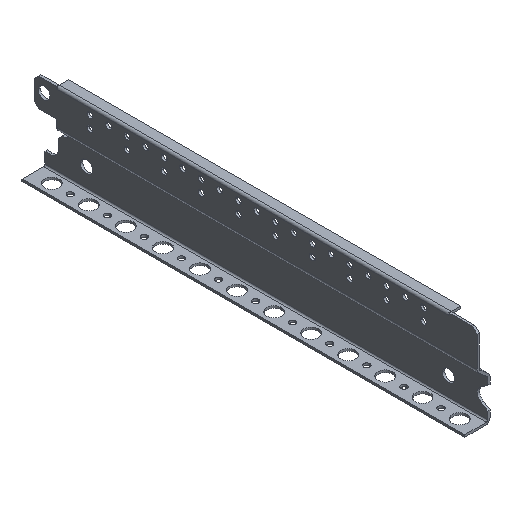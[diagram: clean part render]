
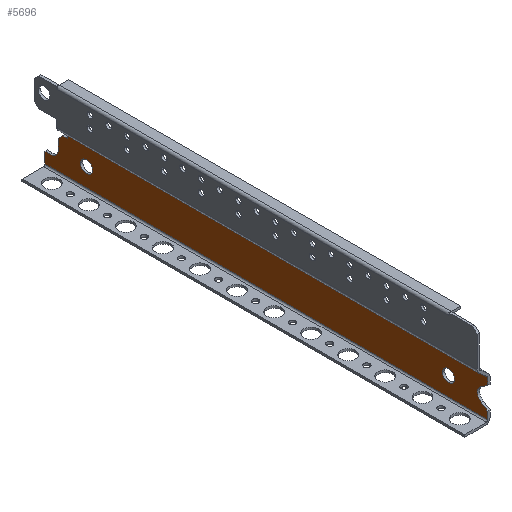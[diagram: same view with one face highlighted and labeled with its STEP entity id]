
A CAD part, isometric view. The second image highlights one B-rep face of the part: STEP entity #5696.
In plain terms, the highlighted planar face has unit normal (-1, 0, 0).
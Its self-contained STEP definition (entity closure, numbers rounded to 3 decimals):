
#1980=CARTESIAN_POINT('',(15.5,328.,14.995));
#1981=DIRECTION('',(-1.,0.,0.));
#1982=DIRECTION('',(0.,1.,0.));
#1983=AXIS2_PLACEMENT_3D('',#1980,#1981,#1982);
#1988=CARTESIAN_POINT('',(15.5,328.,14.995));
#1989=DIRECTION('',(-1.,0.,0.));
#1990=DIRECTION('',(0.,-1.,0.));
#1991=AXIS2_PLACEMENT_3D('',#1988,#1989,#1990);
#1996=CARTESIAN_POINT('',(15.5,572.,14.995));
#1997=DIRECTION('',(-1.,0.,0.));
#1998=DIRECTION('',(0.,-1.,0.));
#1999=AXIS2_PLACEMENT_3D('',#1996,#1997,#1998);
#2004=CARTESIAN_POINT('',(15.5,572.,14.995));
#2005=DIRECTION('',(-1.,0.,0.));
#2006=DIRECTION('',(0.,1.,0.));
#2007=AXIS2_PLACEMENT_3D('',#2004,#2005,#2006);
#2012=DIRECTION('',(0.,0.,-1.));
#2013=VECTOR('',#2012,4.668);
#2014=CARTESIAN_POINT('',(15.5,301.5,27.138));
#2015=LINE('',#2014,#2013);
#2019=DIRECTION('',(0.,0.844,-0.537));
#2020=VECTOR('',#2019,5.287);
#2021=CARTESIAN_POINT('',(15.5,301.5,22.47));
#2022=LINE('',#2021,#2020);
#2026=CARTESIAN_POINT('',(15.5,303.001,14.995));
#2027=DIRECTION('',(-1.,0.,0.));
#2028=DIRECTION('',(0.,0.538,0.843));
#2029=AXIS2_PLACEMENT_3D('',#2026,#2027,#2028);
#2034=DIRECTION('',(0.,-0.844,-0.537));
#2035=VECTOR('',#2034,5.287);
#2036=CARTESIAN_POINT('',(15.5,305.96,10.36));
#2037=LINE('',#2036,#2035);
#2041=DIRECTION('',(0.,0.,-1.));
#2042=VECTOR('',#2041,5.02);
#2043=CARTESIAN_POINT('',(15.5,301.5,7.52));
#2044=LINE('',#2043,#2042);
#2048=CARTESIAN_POINT('',(15.5,596.1,15.));
#2049=DIRECTION('',(-1.,0.,0.));
#2050=DIRECTION('',(0.,0.,-1.));
#2051=AXIS2_PLACEMENT_3D('',#2048,#2049,#2050);
#2056=DIRECTION('',(0.,-0.707,0.707));
#2057=VECTOR('',#2056,4.243);
#2058=CARTESIAN_POINT('',(15.5,591.1,22.));
#2059=LINE('',#2058,#2057);
#2063=DIRECTION('',(0.,0.,1.));
#2064=VECTOR('',#2063,2.138);
#2065=CARTESIAN_POINT('',(15.5,584.79,25.));
#2066=LINE('',#2065,#2064);
#2084=DIRECTION('',(0.,1.,0.));
#2085=VECTOR('',#2084,283.29);
#2086=CARTESIAN_POINT('',(15.5,301.5,27.138));
#2087=LINE('',#2086,#2085);
#2460=DIRECTION('',(0.,1.,0.));
#2461=VECTOR('',#2460,3.31);
#2462=CARTESIAN_POINT('',(15.5,584.79,25.));
#2463=LINE('',#2462,#2461);
#2474=DIRECTION('',(0.,0.,-1.));
#2475=VECTOR('',#2474,7.);
#2476=CARTESIAN_POINT('',(15.5,591.1,22.));
#2477=LINE('',#2476,#2475);
#2495=DIRECTION('',(0.,1.,0.));
#2496=VECTOR('',#2495,3.9);
#2497=CARTESIAN_POINT('',(15.5,596.1,10.));
#2498=LINE('',#2497,#2496);
#2524=DIRECTION('',(0.,0.,-1.));
#2525=VECTOR('',#2524,7.5);
#2526=CARTESIAN_POINT('',(15.5,600.,10.));
#2527=LINE('',#2526,#2525);
#3646=DIRECTION('',(0.,-1.,0.));
#3647=VECTOR('',#3646,298.5);
#3648=CARTESIAN_POINT('',(15.5,600.,2.5));
#3649=LINE('',#3648,#3647);
#3910=CARTESIAN_POINT('',(15.5,584.79,27.138));
#3911=VERTEX_POINT('',#3910);
#3912=CARTESIAN_POINT('',(15.5,584.79,25.));
#3913=VERTEX_POINT('',#3912);
#3982=CARTESIAN_POINT('',(15.5,600.,10.));
#3983=VERTEX_POINT('',#3982);
#3984=CARTESIAN_POINT('',(15.5,600.,2.5));
#3985=VERTEX_POINT('',#3984);
#3990=CARTESIAN_POINT('',(15.5,596.1,10.));
#3991=VERTEX_POINT('',#3990);
#3992=CARTESIAN_POINT('',(15.5,591.1,15.));
#3993=VERTEX_POINT('',#3992);
#3994=CARTESIAN_POINT('',(15.5,591.1,22.));
#3995=VERTEX_POINT('',#3994);
#3996=CARTESIAN_POINT('',(15.5,588.1,25.));
#3997=VERTEX_POINT('',#3996);
#3998=CARTESIAN_POINT('',(15.5,568.,14.995));
#3999=CARTESIAN_POINT('',(15.5,576.,14.995));
#4000=VERTEX_POINT('',#3998);
#4001=VERTEX_POINT('',#3999);
#4195=CARTESIAN_POINT('',(15.5,301.5,22.47));
#4196=VERTEX_POINT('',#4195);
#4197=CARTESIAN_POINT('',(15.5,301.5,27.138));
#4198=VERTEX_POINT('',#4197);
#4223=CARTESIAN_POINT('',(15.5,301.5,2.5));
#4224=VERTEX_POINT('',#4223);
#4225=CARTESIAN_POINT('',(15.5,301.5,7.52));
#4226=VERTEX_POINT('',#4225);
#4271=CARTESIAN_POINT('',(15.5,305.96,19.63));
#4272=VERTEX_POINT('',#4271);
#4273=CARTESIAN_POINT('',(15.5,305.96,10.36));
#4274=VERTEX_POINT('',#4273);
#4275=CARTESIAN_POINT('',(15.5,332.,14.995));
#4276=CARTESIAN_POINT('',(15.5,324.,14.995));
#4277=VERTEX_POINT('',#4275);
#4278=VERTEX_POINT('',#4276);
#5651=CARTESIAN_POINT('',(15.5,-1198.5,0.));
#5652=DIRECTION('',(-1.,0.,0.));
#5653=DIRECTION('',(0.,1.,0.));
#5654=AXIS2_PLACEMENT_3D('',#5651,#5652,#5653);
#5655=PLANE('',#5654);
#5657=ORIENTED_EDGE('',*,*,#5656,.F.);
#5659=ORIENTED_EDGE('',*,*,#5658,.T.);
#5661=ORIENTED_EDGE('',*,*,#5660,.T.);
#5663=ORIENTED_EDGE('',*,*,#5662,.T.);
#5665=ORIENTED_EDGE('',*,*,#5664,.T.);
#5667=ORIENTED_EDGE('',*,*,#5666,.T.);
#5669=ORIENTED_EDGE('',*,*,#5668,.F.);
#5671=ORIENTED_EDGE('',*,*,#5670,.F.);
#5673=ORIENTED_EDGE('',*,*,#5672,.F.);
#5675=ORIENTED_EDGE('',*,*,#5674,.T.);
#5677=ORIENTED_EDGE('',*,*,#5676,.F.);
#5679=ORIENTED_EDGE('',*,*,#5678,.T.);
#5681=ORIENTED_EDGE('',*,*,#5680,.F.);
#5683=ORIENTED_EDGE('',*,*,#5682,.T.);
#5684=EDGE_LOOP('',(#5657,#5659,#5661,#5663,#5665,#5667,#5669,#5671,#5673,#5675,
#5677,#5679,#5681,#5683));
#5685=FACE_OUTER_BOUND('',#5684,.F.);
#5687=ORIENTED_EDGE('',*,*,#5686,.T.);
#5689=ORIENTED_EDGE('',*,*,#5688,.T.);
#5690=EDGE_LOOP('',(#5687,#5689));
#5691=FACE_BOUND('',#5690,.F.);
#5692=ORIENTED_EDGE('',*,*,#5645,.T.);
#5693=ORIENTED_EDGE('',*,*,#5631,.T.);
#5694=EDGE_LOOP('',(#5692,#5693));
#5695=FACE_BOUND('',#5694,.F.);
#1984=CIRCLE('',#1983,4.);
#1992=CIRCLE('',#1991,4.);
#2000=CIRCLE('',#1999,4.);
#2008=CIRCLE('',#2007,4.);
#2030=CIRCLE('',#2029,5.499);
#2052=CIRCLE('',#2051,5.);
#5631=EDGE_CURVE('',#4278,#4277,#1992,.T.);
#5645=EDGE_CURVE('',#4277,#4278,#1984,.T.);
#5656=EDGE_CURVE('',#4198,#3911,#2087,.T.);
#5658=EDGE_CURVE('',#4198,#4196,#2015,.T.);
#5660=EDGE_CURVE('',#4196,#4272,#2022,.T.);
#5662=EDGE_CURVE('',#4272,#4274,#2030,.T.);
#5664=EDGE_CURVE('',#4274,#4226,#2037,.T.);
#5666=EDGE_CURVE('',#4226,#4224,#2044,.T.);
#5668=EDGE_CURVE('',#3985,#4224,#3649,.T.);
#5670=EDGE_CURVE('',#3983,#3985,#2527,.T.);
#5672=EDGE_CURVE('',#3991,#3983,#2498,.T.);
#5674=EDGE_CURVE('',#3991,#3993,#2052,.T.);
#5676=EDGE_CURVE('',#3995,#3993,#2477,.T.);
#5678=EDGE_CURVE('',#3995,#3997,#2059,.T.);
#5680=EDGE_CURVE('',#3913,#3997,#2463,.T.);
#5682=EDGE_CURVE('',#3913,#3911,#2066,.T.);
#5686=EDGE_CURVE('',#4000,#4001,#2000,.T.);
#5688=EDGE_CURVE('',#4001,#4000,#2008,.T.);
#5696=ADVANCED_FACE('',(#5685,#5691,#5695),#5655,.T.);
